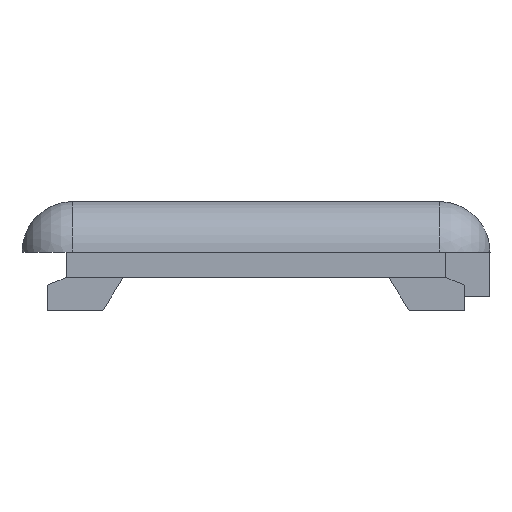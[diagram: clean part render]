
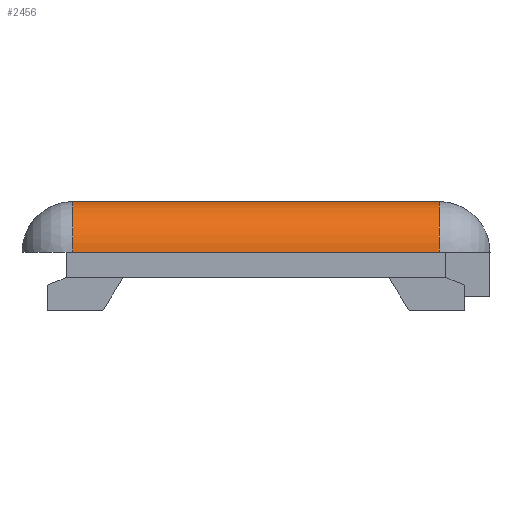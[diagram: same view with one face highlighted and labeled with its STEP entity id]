
A CAD part, left-side view. The second image highlights one B-rep face of the part: STEP entity #2456.
In plain terms, the highlighted cylindrical face has radius 2 mm (diameter 4 mm), a partial arc.
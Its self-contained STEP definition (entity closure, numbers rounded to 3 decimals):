
#191 = AXIS2_PLACEMENT_3D ( 'NONE', #4643, #4257, #2766 ) ;
#278 = VERTEX_POINT ( 'NONE', #2010 ) ;
#598 = CIRCLE ( 'NONE', #191, 2. ) ;
#713 = DIRECTION ( 'NONE',  ( 0., 0., 1. ) ) ;
#735 = DIRECTION ( 'NONE',  ( 0., -1., 0. ) ) ;
#897 = EDGE_CURVE ( 'NONE', #4052, #2599, #2121, .T. ) ;
#1094 = LINE ( 'NONE', #4556, #1793 ) ;
#1129 = CYLINDRICAL_SURFACE ( 'NONE', #1393, 2. ) ;
#1393 = AXIS2_PLACEMENT_3D ( 'NONE', #1929, #1860, #713 ) ;
#1466 = DIRECTION ( 'NONE',  ( 0., -1., 0. ) ) ;
#1583 = EDGE_CURVE ( 'NONE', #278, #4052, #3392, .T. ) ;
#1793 = VECTOR ( 'NONE', #1466, 1000. ) ;
#1860 = DIRECTION ( 'NONE',  ( 0., 1., 0. ) ) ;
#1907 = CARTESIAN_POINT ( 'NONE',  ( -25.5, 7.25, 0. ) ) ;
#1929 = CARTESIAN_POINT ( 'NONE',  ( -23.5, 7.25, 0. ) ) ;
#2010 = CARTESIAN_POINT ( 'NONE',  ( -25.5, 7.25, 0. ) ) ;
#2084 = ORIENTED_EDGE ( 'NONE', *, *, #3282, .F. ) ;
#2121 = CIRCLE ( 'NONE', #4115, 2. ) ;
#2261 = CARTESIAN_POINT ( 'NONE',  ( -23.5, 7.25, 2. ) ) ;
#2456 = ADVANCED_FACE ( 'NONE', ( #4095 ), #1129, .T. ) ;
#2599 = VERTEX_POINT ( 'NONE', #3612 ) ;
#2618 = ORIENTED_EDGE ( 'NONE', *, *, #1583, .T. ) ;
#2766 = DIRECTION ( 'NONE',  ( 0., 0., 1. ) ) ;
#3150 = ORIENTED_EDGE ( 'NONE', *, *, #3812, .F. ) ;
#3282 = EDGE_CURVE ( 'NONE', #278, #3946, #598, .T. ) ;
#3392 = LINE ( 'NONE', #1907, #3402 ) ;
#3402 = VECTOR ( 'NONE', #735, 1000. ) ;
#3488 = ORIENTED_EDGE ( 'NONE', *, *, #897, .T. ) ;
#3612 = CARTESIAN_POINT ( 'NONE',  ( -23.5, -7.25, 2. ) ) ;
#3812 = EDGE_CURVE ( 'NONE', #3946, #2599, #1094, .T. ) ;
#3946 = VERTEX_POINT ( 'NONE', #2261 ) ;
#4052 = VERTEX_POINT ( 'NONE', #4640 ) ;
#4095 = FACE_OUTER_BOUND ( 'NONE', #4723, .T. ) ;
#4115 = AXIS2_PLACEMENT_3D ( 'NONE', #4885, #4222, #4861 ) ;
#4222 = DIRECTION ( 'NONE',  ( 0., 1., 0. ) ) ;
#4257 = DIRECTION ( 'NONE',  ( 0., 1., 0. ) ) ;
#4556 = CARTESIAN_POINT ( 'NONE',  ( -23.5, -7.25, 2. ) ) ;
#4640 = CARTESIAN_POINT ( 'NONE',  ( -25.5, -7.25, 0. ) ) ;
#4643 = CARTESIAN_POINT ( 'NONE',  ( -23.5, 7.25, 0. ) ) ;
#4723 = EDGE_LOOP ( 'NONE', ( #3488, #3150, #2084, #2618 ) ) ;
#4861 = DIRECTION ( 'NONE',  ( 0., 0., 1. ) ) ;
#4885 = CARTESIAN_POINT ( 'NONE',  ( -23.5, -7.25, 0. ) ) ;
